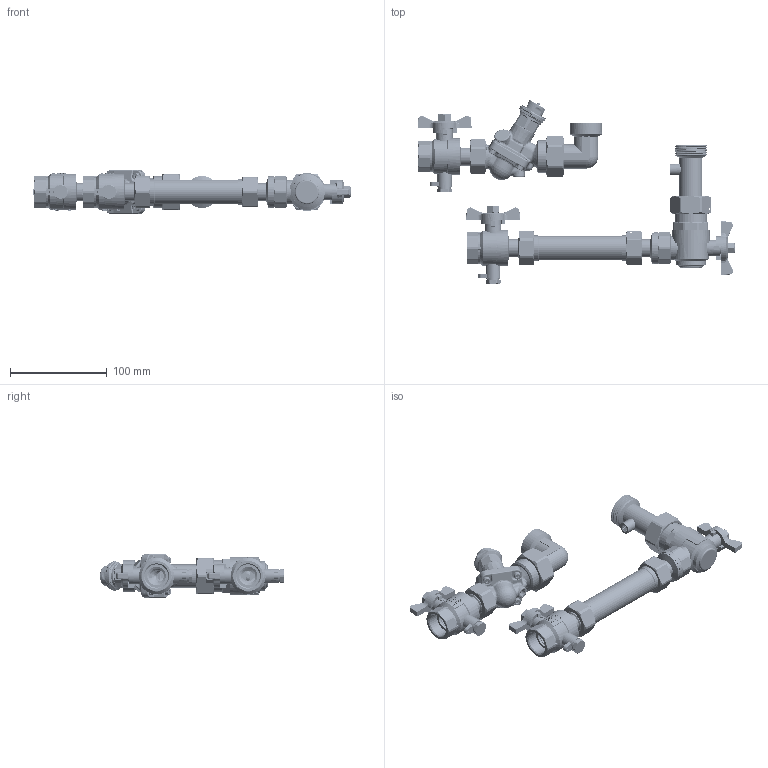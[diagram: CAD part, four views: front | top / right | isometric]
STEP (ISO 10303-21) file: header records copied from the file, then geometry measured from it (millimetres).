
FILE_DESCRIPTION(/* description */ ('Unknown'),/* implementation_level */ '2;1');
FILE_NAME(/* name */ '85121030',/* time_stamp */ '2023-07-20T08:28:28+02:00',/* author */ ('Unknown'),/* organization */ ('Unknown'),/* preprocessor_version */ 'ST-DEVELOPER v18.102',/* originating_system */ 'Solid Edge',/* authorisation */ 'Unknown');
FILE_SCHEMA (('AUTOMOTIVE_DESIGN {1 0 10303 214 3 1 1}'));
Length unit declared in the file: millimetre
Products named in the file (73): 85121030; 725-55; StoppRing; Speerring; Dichtung; Stütze; Überwurfmutter; O-Ring; nippel-110-red; 722-55; 722-55-Einschraubteil-co; Einschraubteil; 97000077_24x15x2 - 3_4; sperring; Überwurfmutter_3_4; B1; F-griff.1; M8-1_2-3_4.1; Kvrper-co; Körper_; Dichtung_0; Kugel; Kugeldichtung; Schtaube; Spindel-co; Stopfbuchse; Spindel; Spindeldichtung; 97000077-3_4; 003z1402_inst_vereinf.; 51340040; 8906580; 8906519; 89066570; 8906702; 8906147_ASM; 8906212; 5211526; 5451169; O-R_10-5X1-5_54590450 ...
Assembly tree (86 placements, depth 5):
  85121030
    725-55
      StoppRing
      Speerring
      Dichtung
      Stütze
      Überwurfmutter
      O-Ring
    nippel-110-red
    722-55
      722-55-Einschraubteil-co
        Einschraubteil
        97000077_24x15x2 - 3_4
        sperring
        Überwurfmutter_3_4
      B1
        F-griff.1
        M8-1_2-3_4.1
      Kvrper-co
        Körper_
        Dichtung_0
        Kugel
        Kugeldichtung  x2
        Schtaube
      Spindel-co
        Stopfbuchse
        Spindel
        Spindeldichtung
    97000077-3_4  x3
    003z1402_inst_vereinf.
      51340040  x4
      8906580
      8906519
      89066570
      8906702
      8906147_ASM
        8906212
        5211526
        5451169
        O-R_10-5X1-5_54590450
        D3-SPRINGRINGEXTERNAL
        D3-GREASEBOX
        D3-OR
        8906156
        8906223
        8502246
        8906167
        D3-STIFT-RING_ASM
          D3-SPRINGRINGINTERNAL
          D3-STIFT
    722-55_oa_0
      722-55-Einschraubteil-co
        Einschraubteil
        97000077_24x15x2 - 3_4
        sperring
        Überwurfmutter_3_4
      B1
        F-griff.1
        M8-1_2-3_4.1
      Kvrper-co_oa_1
Bounding box: 327.16 x 189.48 x 45 mm (x, y, z)
Volume: 284805.2 mm3; surface area: 197741.7 mm2
Topology: 73 solids, 73 shells, 5984 faces, 15394 edges, 9779 vertices
Faces by surface type: plane 3089, cylinder 1364, bspline 801, cone 392, torus 245, sphere 93
Full cylindrical faces by diameter (mm): 0.3 x1, 1.5 x4, 1.6 x1, 2.2 x1, 2.5 x1, 3 x3, 3.05 x1, 3.1 x1, 3.3 x5, 3.4 x2, 3.5 x2, 3.93 x4, 4.3 x4, 5 x3, 5.2 x1, 5.9 x3, 6 x2, 6.5 x2, 6.6 x2, 6.7 x3, 6.75 x3, 7 x5, 7.4 x1, 7.5 x1, 8 x3, 8.1 x1, 8.3 x1, 8.9 x3, 8.92 x2, 9 x8
Entity records: 181573 total; most frequent: CARTESIAN_POINT 72460, ORIENTED_EDGE 22684, DIRECTION 20608, EDGE_CURVE 11342, AXIS2_PLACEMENT_3D 8097, VERTEX_POINT 7350, FACE_BOUND 5460, EDGE_LOOP 5450
